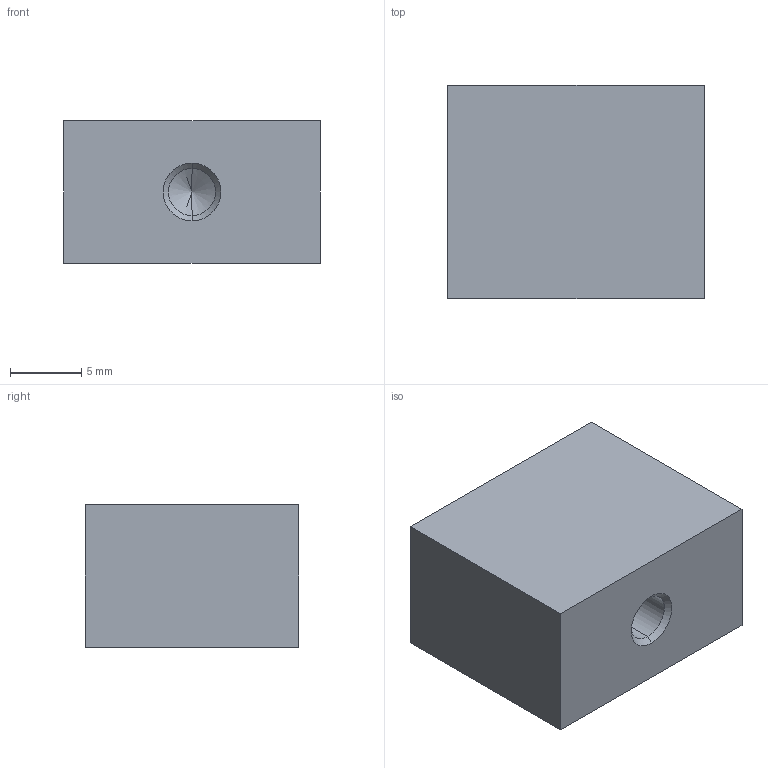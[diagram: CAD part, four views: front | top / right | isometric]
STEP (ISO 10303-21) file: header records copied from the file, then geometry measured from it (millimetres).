
FILE_DESCRIPTION (( 'STEP AP203' ), '1' );
FILE_NAME ('Flip_adapter.STEP', '2020-02-11T09:37:41', ( '' ), ( '' ), 'SwSTEP 2.0', 'SolidWorks 2018', '' );
FILE_SCHEMA (( 'CONFIG_CONTROL_DESIGN' ));
Length unit declared in the file: millimetre
Products named in the file (1): Flip_adapter
Bounding box: 18 x 15 x 10 mm (x, y, z)
Volume: 2538.3 mm3; surface area: 1359.7 mm2
Topology: 1 solids, 1 shells, 24 faces, 58 edges, 34 vertices
Faces by surface type: plane 10, cone 8, cylinder 6
Entity records: 743 total; most frequent: DIRECTION 120, CARTESIAN_POINT 113, ORIENTED_EDGE 108, EDGE_CURVE 54, AXIS2_PLACEMENT_3D 41, LINE 38, VECTOR 38, VERTEX_POINT 34
